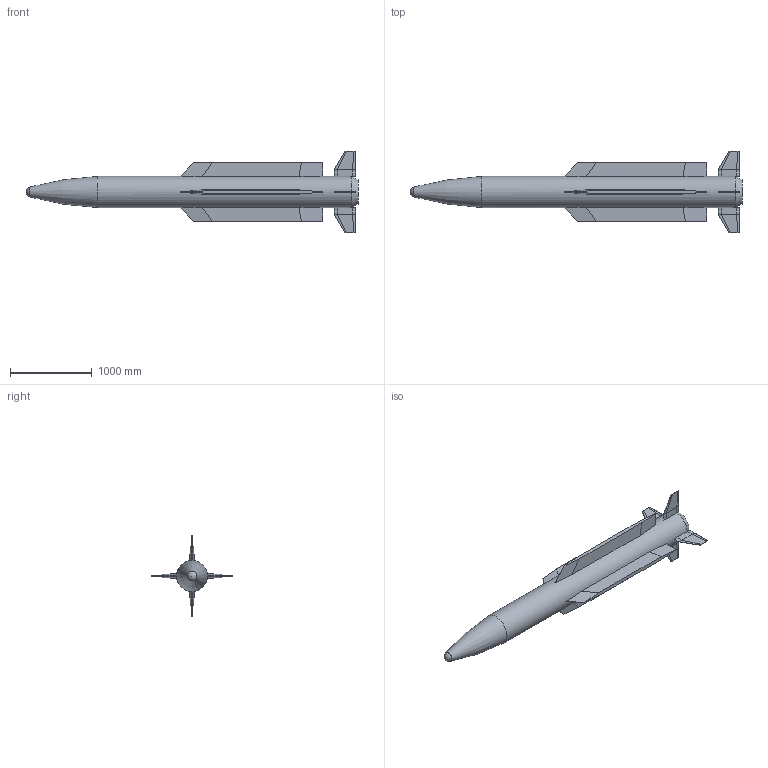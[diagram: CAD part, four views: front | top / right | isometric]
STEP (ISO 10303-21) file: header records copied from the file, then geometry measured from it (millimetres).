
FILE_DESCRIPTION( ( 'Unknown' ), '1' );
FILE_NAME( 'Ракета.stp', 'Unknown', ( 'Unknown' ), ( 'Unknown' ), 'PSStep 15.0.49', 'Unknown', ' ' );
FILE_SCHEMA( ( 'AUTOMOTIVE_DESIGN { 1 0 10303 214 1 1 1 1 }' ) );
Length unit declared in the file: millimetre
Products named in the file (1): 1
Bounding box: 4060 x 1002 x 1002 mm (x, y, z)
Surface area: 7409476.9 mm2 (no closed solid volume)
Topology: 0 solids, 177 shells, 177 faces, 926 edges, 921 vertices
Faces by surface type: bspline 112, plane 45, cylinder 17, revolution 1, sphere 1, cone 1
Full cylindrical faces by diameter (mm): 380 x1
Entity records: 17603 total; most frequent: CARTESIAN_POINT 10898, VERTEX_POINT 919, ORIENTED_EDGE 918, EDGE_CURVE 918, B_SPLINE_CURVE_WITH_KNOTS 601, DIRECTION 503, LINE 264, VECTOR 264
